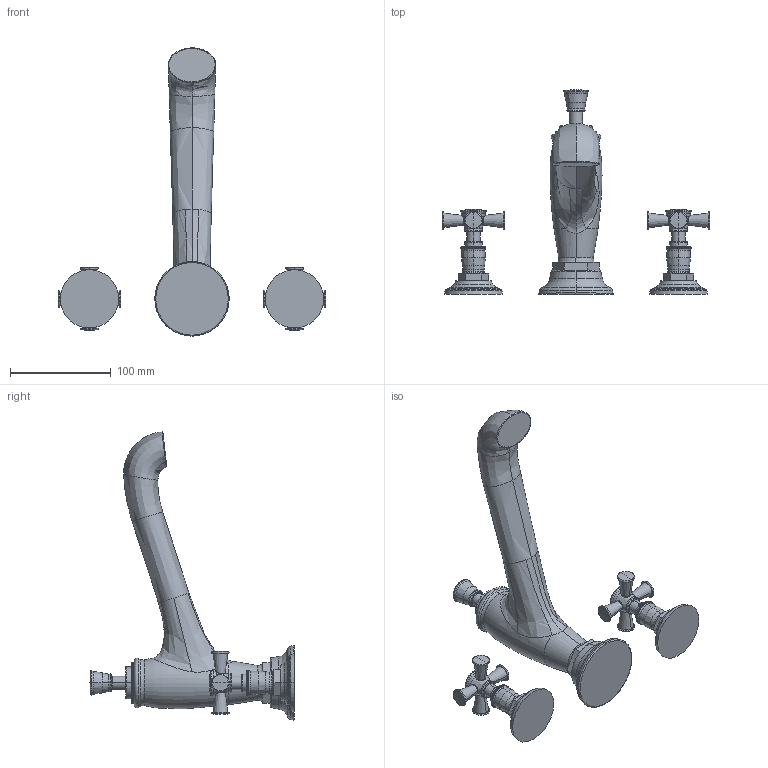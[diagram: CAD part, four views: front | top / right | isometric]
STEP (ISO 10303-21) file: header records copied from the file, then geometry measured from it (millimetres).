
FILE_DESCRIPTION((''),'2;1');
FILE_NAME('3-2906','2021-03-15T10:37:24',('jinson.thomas'),(''),'CREO PARAMETRIC BY PTC INC, 2018400','CREO PARAMETRIC BY PTC INC, 2018400','');
FILE_SCHEMA(('CONFIG_CONTROL_DESIGN'));
Products named in the file (1): 3-2906
Bounding box: 265.43 x 202.87 x 285.6 mm (x, y, z)
Volume: 682672.8 mm3; surface area: 94359.1 mm2
Topology: 3 solids, 3 shells, 1045 faces, 2612 edges, 1674 vertices
Faces by surface type: plane 607, bspline 264, torus 92, cone 38, sphere 22, cylinder 18, revolution 4
Entity records: 49222 total; most frequent: CARTESIAN_POINT 27403, ORIENTED_EDGE 5180, DIRECTION 3382, EDGE_CURVE 2590, VERTEX_POINT 1674, AXIS2_PLACEMENT_3D 1409, B_SPLINE_CURVE_WITH_KNOTS 1402, EDGE_LOOP 1168
